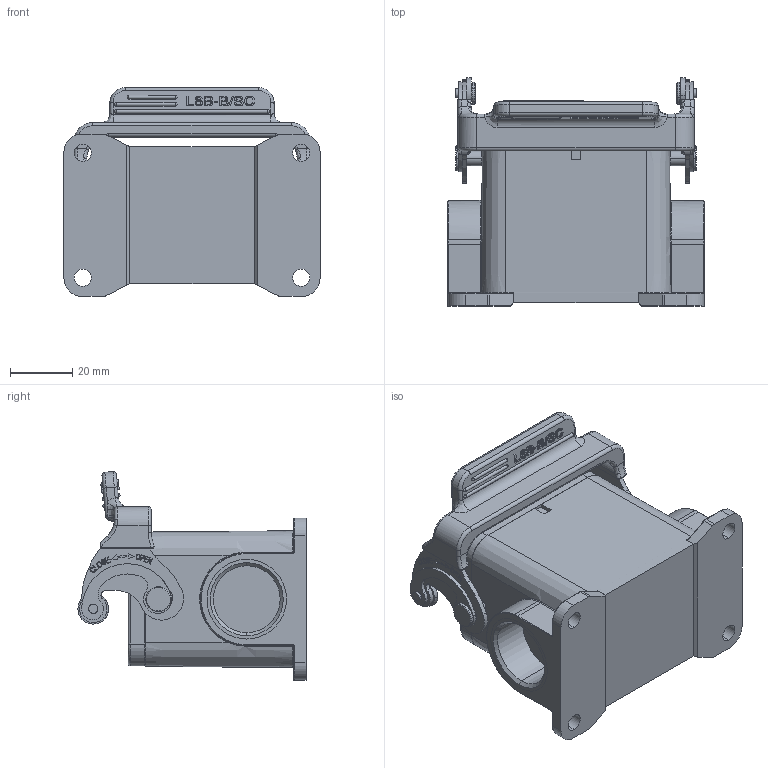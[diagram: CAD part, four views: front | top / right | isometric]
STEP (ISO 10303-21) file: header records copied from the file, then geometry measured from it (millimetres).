
FILE_DESCRIPTION((''),'2;1');
FILE_NAME('MSBR-1','2017-09-12T',('lishuang.ye'),(''),'PRO/ENGINEER BY PARAMETRIC TECHNOLOGY CORPORATION, 2010180','PRO/ENGINEER BY PARAMETRIC TECHNOLOGY CORPORATION, 2010180','');
FILE_SCHEMA(('AUTOMOTIVE_DESIGN_CC2 { 1 2 10303 214 -1 1 5 2 }'));
Length unit declared in the file: millimetre
Products named in the file (1): MSBR-1
Bounding box: 82 x 73.05 x 66.86 mm (x, y, z)
Volume: 78198.2 mm3; surface area: 41507.8 mm2
Topology: 1 solids, 12 shells, 1163 faces, 3064 edges, 1984 vertices
Faces by surface type: plane 486, extrusion 258, cylinder 250, torus 69, bspline 46, cone 36, sphere 18
Entity records: 41512 total; most frequent: CARTESIAN_POINT 13253, ORIENTED_EDGE 6084, DIRECTION 4982, EDGE_CURVE 3042, VERTEX_POINT 1984, VECTOR 1866, LINE 1608, AXIS2_PLACEMENT_3D 1558
